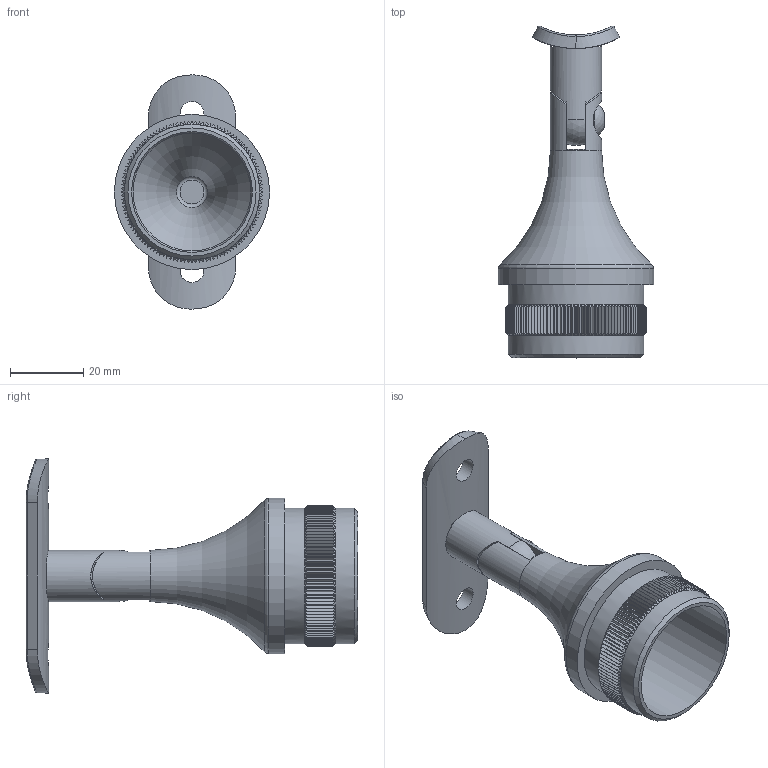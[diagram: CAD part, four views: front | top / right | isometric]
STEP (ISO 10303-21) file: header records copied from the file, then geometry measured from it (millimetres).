
FILE_DESCRIPTION (( 'STEP AP203' ), '1' );
FILE_NAME ('50286-240.step', '2022-06-24T12:01:19', ( '' ), ( '' ), 'SwSTEP 2.0', 'SolidWorks 2018', '' );
FILE_SCHEMA (( 'CONFIG_CONTROL_DESIGN' ));
Length unit declared in the file: millimetre
Products named in the file (6): 50286-240; DIN 7991 Konfig_DIN 7991 M6x10; DIN 7380_DIN 7380 M5x8; 5028x-240 Teil1_50286-240 Teil1; 5028x-240 Teil3_5028x-240 Teil3; 5028x-240 Teil2_5028x-240 Teil2
Assembly tree (5 placements, depth 2):
  50286-240
    5028x-240 Teil1_50286-240 Teil1
    5028x-240 Teil2_5028x-240 Teil2
    DIN 7380_DIN 7380 M5x8
    5028x-240 Teil3_5028x-240 Teil3
    DIN 7991 Konfig_DIN 7991 M6x10
Bounding box: 42.4 x 90.65 x 64 mm (x, y, z)
Volume: 24023.2 mm3; surface area: 17914.1 mm2
Topology: 5 solids, 5 shells, 971 faces, 2276 edges, 1346 vertices
Faces by surface type: plane 385, cone 258, cylinder 184, bspline 136, torus 6, sphere 2
Full cylindrical faces by diameter (mm): 4.2 x1, 5 x2, 5.5 x2, 6 x1, 6.5 x2, 8.1 x1, 10 x1, 12 x1, 12.5 x1, 14 x2, 33 x1, 37 x2, 42.4 x1
Entity records: 34159 total; most frequent: CARTESIAN_POINT 13396, ORIENTED_EDGE 4422, DIRECTION 3728, EDGE_CURVE 2211, AXIS2_PLACEMENT_3D 1486, VERTEX_POINT 1323, EDGE_LOOP 1048, FACE_OUTER_BOUND 993
